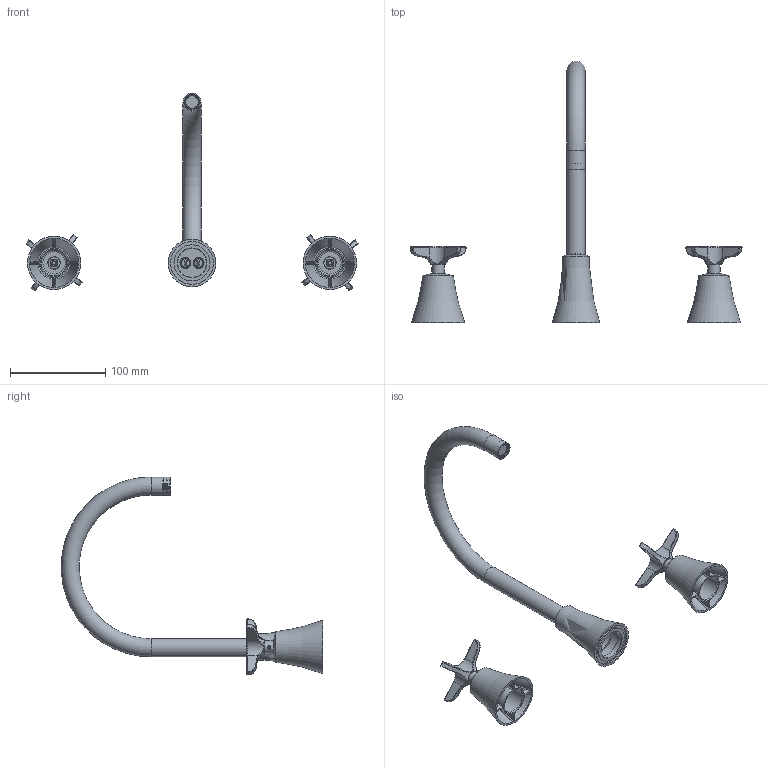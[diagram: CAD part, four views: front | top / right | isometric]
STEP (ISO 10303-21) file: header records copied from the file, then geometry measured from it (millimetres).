
FILE_DESCRIPTION (( 'STEP AP203' ), '1' );
FILE_NAME ('91AP06098.STEP', '2021-11-17T08:59:46', ( '' ), ( '' ), 'SwSTEP 2.0', 'SolidWorks 2021', '' );
FILE_SCHEMA (( 'CONFIG_CONTROL_DESIGN' ));
Length unit declared in the file: millimetre
Products named in the file (1): 91AP06098
Bounding box: 349.03 x 274.84 x 208.14 mm (x, y, z)
Volume: 129882.2 mm3; surface area: 119828.1 mm2
Topology: 12 solids, 12 shells, 546 faces, 1395 edges, 865 vertices
Faces by surface type: plane 242, cylinder 129, bspline 75, torus 35, cone 33, sphere 32
Full cylindrical faces by diameter (mm): 3.3 x4, 4 x2, 4.2 x1, 4.5 x2, 5 x1, 9 x4, 10.6 x2, 11 x1, 12.6 x2, 12.8 x2, 12.955 x1, 13 x3, 13.485 x1, 14.5 x1, 15 x1, 15.173 x1, 15.5 x1, 16 x1, 16.5 x1, 16.75 x1, 17.4 x2, 19 x2, 19.5 x1, 26 x1, 26.5 x2, 30.5 x2, 35 x1, 38 x1, 45 x1
Entity records: 22139 total; most frequent: CARTESIAN_POINT 10415, ORIENTED_EDGE 2430, DIRECTION 2266, EDGE_CURVE 1215, AXIS2_PLACEMENT_3D 909, VERTEX_POINT 805, EDGE_LOOP 678, FACE_OUTER_BOUND 603
